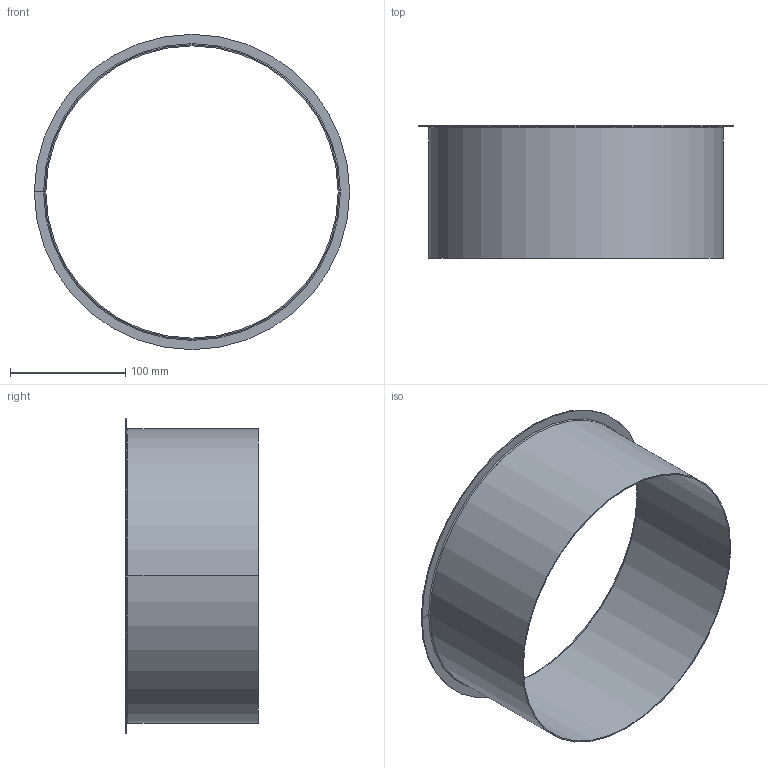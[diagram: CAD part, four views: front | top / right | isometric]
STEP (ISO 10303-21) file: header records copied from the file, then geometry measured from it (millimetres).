
FILE_DESCRIPTION(/* description */ ('Stos m. kant muff imkanal'),/* implementation_level */ '2;1');
FILE_NAME(/* name */ 'HSKMH-4.stp',/* time_stamp */ '2016-02-11T08:42:58+01:00',/* author */ ('John'),/* organization */ (''),/* preprocessor_version */ 'ST-DEVELOPER v15.6',/* originating_system */ 'Autodesk Inventor 2015',/* authorisation */ '');
FILE_SCHEMA (('AUTOMOTIVE_DESIGN { 1 0 10303 214 3 1 1 }'));
Length unit declared in the file: millimetre
Products named in the file (1): HSKMH-4
Bounding box: 273.2 x 115 x 273.2 mm (x, y, z)
Volume: 98795.1 mm3; surface area: 199491.7 mm2
Topology: 1 solids, 1 shells, 14 faces, 28 edges, 16 vertices
Faces by surface type: plane 9, cylinder 3, torus 2
Full cylindrical faces by diameter (mm): 253.2 x1, 255.2 x1, 273.2 x1
Entity records: 398 total; most frequent: DIRECTION 70, CARTESIAN_POINT 59, ORIENTED_EDGE 56, EDGE_CURVE 28, AXIS2_PLACEMENT_3D 27, LINE 16, VECTOR 16, VERTEX_POINT 16
